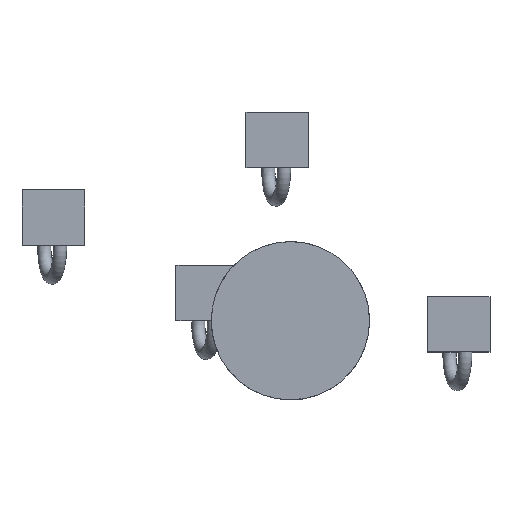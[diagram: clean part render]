
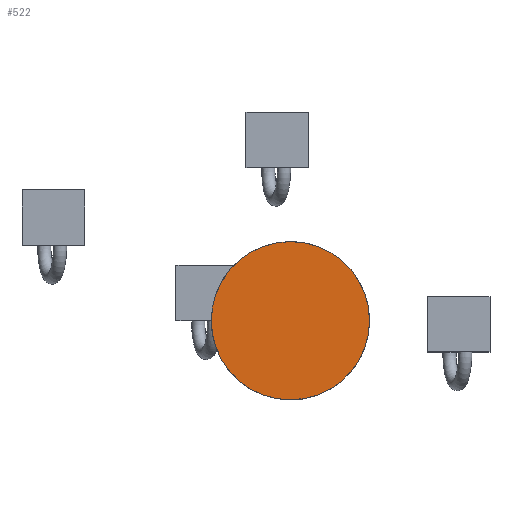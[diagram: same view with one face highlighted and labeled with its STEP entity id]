
A CAD part, top view. The second image highlights one B-rep face of the part: STEP entity #522.
In plain terms, the highlighted planar face has unit normal (0, 0, 1).
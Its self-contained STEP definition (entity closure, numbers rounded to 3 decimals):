
#48=FACE_OUTER_BOUND($,#213,.T.);
#213=EDGE_LOOP($,(#462));
#224=CIRCLE($,#570,14.283);
#271=VERTEX_POINT($,#850);
#334=EDGE_CURVE($,#271,#271,#224,.T.);
#462=ORIENTED_EDGE($,*,*,#334,.T.);
#491=PLANE($,#573);
#522=ADVANCED_FACE($,(#48),#491,.T.);
#570=AXIS2_PLACEMENT_3D($,#851,#704,#705);
#573=AXIS2_PLACEMENT_3D($,#886,#710,#711);
#704=DIRECTION('center_axis',(0.,0.,1.));
#705=DIRECTION('ref_axis',(1.,0.,0.));
#710=DIRECTION('center_axis',(0.,0.,1.));
#711=DIRECTION('ref_axis',(-1.,0.,0.));
#850=CARTESIAN_POINT('',(0.717,0.,10.));
#851=CARTESIAN_POINT('Origin',(15.,0.,10.));
#886=CARTESIAN_POINT('Origin',(15.,0.,10.));
